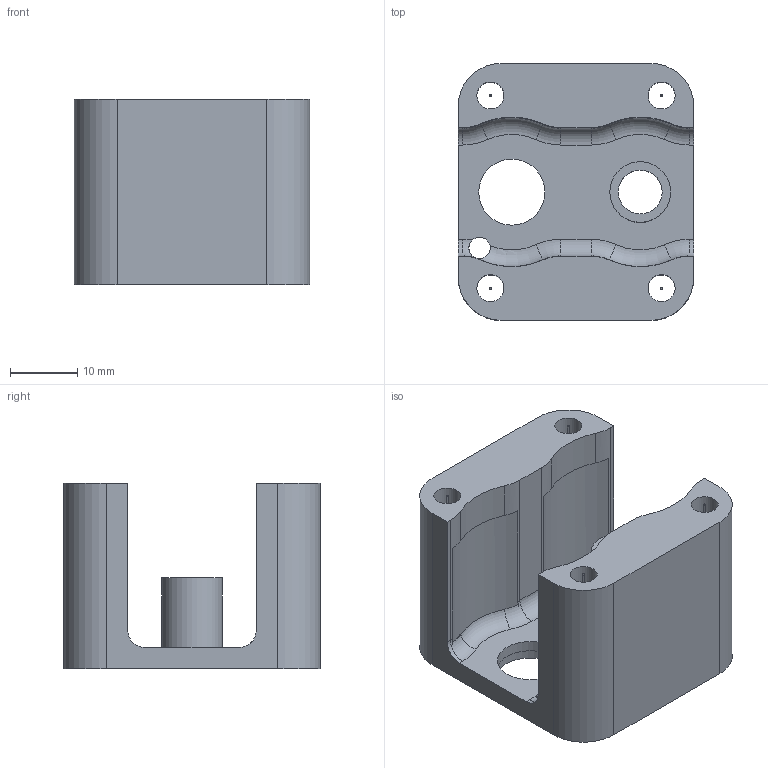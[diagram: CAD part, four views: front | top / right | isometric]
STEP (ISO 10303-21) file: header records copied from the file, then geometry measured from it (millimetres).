
FILE_DESCRIPTION(/* description */ (''),/* implementation_level */ '2;1');
FILE_NAME(/* name */ 'Bleed Air Mount v5.step',/* time_stamp */ '2022-01-03T11:46:41+10:00',/* author */ (''),/* organization */ (''),/* preprocessor_version */ 'ST-DEVELOPER v18.1',/* originating_system */ 'Autodesk Translation Framework v10.10.0.1391',/* authorisation */ '');
FILE_SCHEMA (('AUTOMOTIVE_DESIGN { 1 0 10303 214 3 1 1 }'));
Length unit declared in the file: millimetre
Products named in the file (1): Bleed Air Mount
Bounding box: 34.92 x 38.1 x 27.55 mm (x, y, z)
Volume: 16271.4 mm3; surface area: 9220.1 mm2
Topology: 5 solids, 5 shells, 128 faces, 326 edges, 213 vertices
Faces by surface type: plane 57, cylinder 52, torus 12, cone 5, bspline 2
Full cylindrical faces by diameter (mm): 0.306 x4, 3.175 x1, 4 x4, 4.305 x1, 6.5 x1, 9 x1, 9.804 x1, 10.294 x1
Entity records: 4066 total; most frequent: CARTESIAN_POINT 786, DIRECTION 710, ORIENTED_EDGE 652, EDGE_CURVE 326, AXIS2_PLACEMENT_3D 272, VERTEX_POINT 213, LINE 166, VECTOR 166
